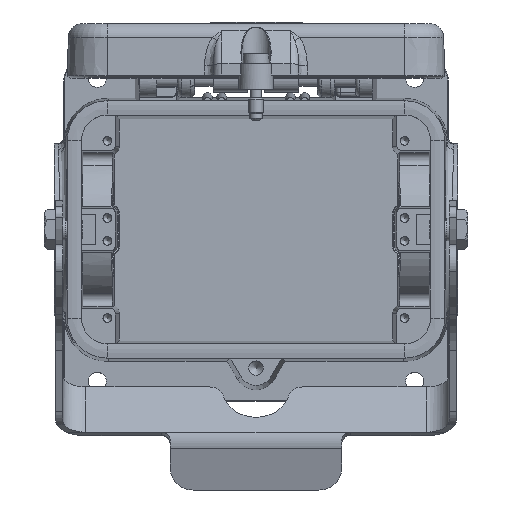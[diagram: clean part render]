
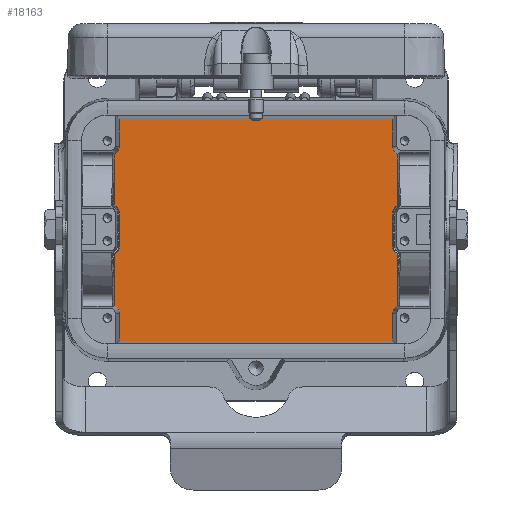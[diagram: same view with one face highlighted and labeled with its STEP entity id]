
A CAD part, top view. The second image highlights one B-rep face of the part: STEP entity #18163.
In plain terms, the highlighted planar face has unit normal (0, 0, 1).
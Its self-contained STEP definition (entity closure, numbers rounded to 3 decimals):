
#11447=CARTESIAN_POINT('',(49.496,-8.559,-81.9));
#11448=VERTEX_POINT('',#11447);
#11456=CARTESIAN_POINT('',(49.496,-26.541,-81.9));
#11457=VERTEX_POINT('',#11456);
#11458=CARTESIAN_POINT('',(49.496,-8.559,-81.9));
#11459=DIRECTION('',(0.0,-1.0,0.0));
#11460=VECTOR('',#11459,17.982);
#11461=LINE('',#11458,#11460);
#11462=EDGE_CURVE('',#11448,#11457,#11461,.T.);
#11595=CARTESIAN_POINT('',(49.496,26.541,-81.9));
#11596=VERTEX_POINT('',#11595);
#11603=CARTESIAN_POINT('',(49.496,8.559,-81.9));
#11604=VERTEX_POINT('',#11603);
#11605=CARTESIAN_POINT('',(49.496,26.541,-81.9));
#11606=DIRECTION('',(0.0,-1.0,0.0));
#11607=VECTOR('',#11606,17.982);
#11608=LINE('',#11605,#11607);
#11609=EDGE_CURVE('',#11596,#11604,#11608,.T.);
#13627=CARTESIAN_POINT('',(-47.795,5.9,-81.9));
#13628=VERTEX_POINT('',#13627);
#13646=CARTESIAN_POINT('',(-47.795,-5.9,-81.9));
#13647=VERTEX_POINT('',#13646);
#13654=CARTESIAN_POINT('',(-47.795,5.9,-81.9));
#13655=DIRECTION('',(0.0,-1.0,0.0));
#13656=VECTOR('',#13655,11.8);
#13657=LINE('',#13654,#13656);
#13658=EDGE_CURVE('',#13628,#13647,#13657,.T.);
#13733=CARTESIAN_POINT('',(-49.496,8.559,-81.9));
#13734=VERTEX_POINT('',#13733);
#13758=CARTESIAN_POINT('',(-50.725,5.9,-81.9));
#13759=DIRECTION('',(0.0,0.0,-1.0));
#13760=DIRECTION('',(1.0,0.0,0.0));
#13761=AXIS2_PLACEMENT_3D('',#13758,#13759,#13760);
#13762=CIRCLE('',#13761,2.93);
#13763=EDGE_CURVE('',#13734,#13628,#13762,.T.);
#13773=CARTESIAN_POINT('',(47.795,-5.9,-81.9));
#13774=VERTEX_POINT('',#13773);
#13792=CARTESIAN_POINT('',(47.795,5.9,-81.9));
#13793=VERTEX_POINT('',#13792);
#13800=CARTESIAN_POINT('',(47.795,5.9,-81.9));
#13801=DIRECTION('',(0.0,-1.0,0.0));
#13802=VECTOR('',#13801,11.8);
#13803=LINE('',#13800,#13802);
#13804=EDGE_CURVE('',#13793,#13774,#13803,.T.);
#13872=CARTESIAN_POINT('',(50.725,5.9,-81.9));
#13873=DIRECTION('',(0.0,0.0,1.0));
#13874=DIRECTION('',(1.0,0.0,0.0));
#13875=AXIS2_PLACEMENT_3D('',#13872,#13873,#13874);
#13876=CIRCLE('',#13875,2.93);
#13877=EDGE_CURVE('',#11604,#13793,#13876,.T.);
#14000=CARTESIAN_POINT('',(50.725,-5.9,-81.9));
#14001=DIRECTION('',(0.0,0.0,-1.0));
#14002=DIRECTION('',(1.0,0.0,0.0));
#14003=AXIS2_PLACEMENT_3D('',#14000,#14001,#14002);
#14004=CIRCLE('',#14003,2.93);
#14005=EDGE_CURVE('',#11448,#13774,#14004,.T.);
#14065=CARTESIAN_POINT('',(-49.496,-8.559,-81.9));
#14066=VERTEX_POINT('',#14065);
#14077=CARTESIAN_POINT('',(-50.725,-5.9,-81.9));
#14078=DIRECTION('',(0.0,0.0,-1.0));
#14079=DIRECTION('',(1.0,0.0,0.0));
#14080=AXIS2_PLACEMENT_3D('',#14077,#14078,#14079);
#14081=CIRCLE('',#14080,2.93);
#14082=EDGE_CURVE('',#13647,#14066,#14081,.T.);
#14161=CARTESIAN_POINT('',(-49.496,26.541,-81.9));
#14162=VERTEX_POINT('',#14161);
#14163=CARTESIAN_POINT('',(-49.496,8.559,-81.9));
#14164=DIRECTION('',(0.0,1.0,0.0));
#14165=VECTOR('',#14164,17.982);
#14166=LINE('',#14163,#14165);
#14167=EDGE_CURVE('',#13734,#14162,#14166,.T.);
#14244=CARTESIAN_POINT('',(-49.496,-26.541,-81.9));
#14245=VERTEX_POINT('',#14244);
#14252=CARTESIAN_POINT('',(-49.496,-26.541,-81.9));
#14253=DIRECTION('',(0.0,1.0,0.0));
#14254=VECTOR('',#14253,17.982);
#14255=LINE('',#14252,#14254);
#14256=EDGE_CURVE('',#14245,#14066,#14255,.T.);
#16647=CARTESIAN_POINT('',(-47.795,-29.2,-81.9));
#16648=VERTEX_POINT('',#16647);
#16655=CARTESIAN_POINT('',(-50.725,-29.2,-81.9));
#16656=DIRECTION('',(0.0,0.0,-1.0));
#16657=DIRECTION('',(1.0,0.0,0.0));
#16658=AXIS2_PLACEMENT_3D('',#16655,#16656,#16657);
#16659=CIRCLE('',#16658,2.93);
#16660=EDGE_CURVE('',#14245,#16648,#16659,.T.);
#16671=CARTESIAN_POINT('',(-47.795,29.2,-81.9));
#16672=VERTEX_POINT('',#16671);
#16682=CARTESIAN_POINT('',(-50.725,29.2,-81.9));
#16683=DIRECTION('',(0.0,0.0,1.0));
#16684=DIRECTION('',(1.0,0.0,0.0));
#16685=AXIS2_PLACEMENT_3D('',#16682,#16683,#16684);
#16686=CIRCLE('',#16685,2.93);
#16687=EDGE_CURVE('',#14162,#16672,#16686,.T.);
#18082=CARTESIAN_POINT('',(0.0,0.0,-81.9));
#18083=DIRECTION('',(0.0,0.0,1.0));
#18084=DIRECTION('',(1.0,0.0,0.0));
#18085=AXIS2_PLACEMENT_3D('',#18082,#18083,#18084);
#18086=PLANE('',#18085);
#18087=ORIENTED_EDGE('',*,*,#13763,.T.);
#18088=ORIENTED_EDGE('',*,*,#13658,.T.);
#18089=ORIENTED_EDGE('',*,*,#14082,.T.);
#18090=ORIENTED_EDGE('',*,*,#14256,.F.);
#18091=ORIENTED_EDGE('',*,*,#16660,.T.);
#18092=CARTESIAN_POINT('',(-47.795,-38.871,-81.9));
#18093=VERTEX_POINT('',#18092);
#18094=CARTESIAN_POINT('',(-47.795,-29.2,-81.9));
#18095=DIRECTION('',(0.0,-1.0,0.0));
#18096=VECTOR('',#18095,9.671);
#18097=LINE('',#18094,#18096);
#18098=EDGE_CURVE('',#16648,#18093,#18097,.T.);
#18099=ORIENTED_EDGE('',*,*,#18098,.T.);
#18100=CARTESIAN_POINT('',(47.795,-38.871,-81.9));
#18101=VERTEX_POINT('',#18100);
#18102=CARTESIAN_POINT('',(47.795,-38.871,-81.9));
#18103=DIRECTION('',(-1.0,0.0,0.0));
#18104=VECTOR('',#18103,95.591);
#18105=LINE('',#18102,#18104);
#18106=EDGE_CURVE('',#18101,#18093,#18105,.T.);
#18107=ORIENTED_EDGE('',*,*,#18106,.F.);
#18108=CARTESIAN_POINT('',(47.795,-29.2,-81.9));
#18109=VERTEX_POINT('',#18108);
#18110=CARTESIAN_POINT('',(47.795,-29.2,-81.9));
#18111=DIRECTION('',(0.0,-1.0,0.0));
#18112=VECTOR('',#18111,9.671);
#18113=LINE('',#18110,#18112);
#18114=EDGE_CURVE('',#18109,#18101,#18113,.T.);
#18115=ORIENTED_EDGE('',*,*,#18114,.F.);
#18116=CARTESIAN_POINT('',(50.725,-29.2,-81.9));
#18117=DIRECTION('',(0.0,0.0,-1.0));
#18118=DIRECTION('',(1.0,0.0,0.0));
#18119=AXIS2_PLACEMENT_3D('',#18116,#18117,#18118);
#18120=CIRCLE('',#18119,2.93);
#18121=EDGE_CURVE('',#18109,#11457,#18120,.T.);
#18122=ORIENTED_EDGE('',*,*,#18121,.T.);
#18123=ORIENTED_EDGE('',*,*,#11462,.F.);
#18124=ORIENTED_EDGE('',*,*,#14005,.T.);
#18125=ORIENTED_EDGE('',*,*,#13804,.F.);
#18126=ORIENTED_EDGE('',*,*,#13877,.F.);
#18127=ORIENTED_EDGE('',*,*,#11609,.F.);
#18128=CARTESIAN_POINT('',(47.795,29.2,-81.9));
#18129=VERTEX_POINT('',#18128);
#18130=CARTESIAN_POINT('',(50.725,29.2,-81.9));
#18131=DIRECTION('',(0.0,0.0,1.0));
#18132=DIRECTION('',(1.0,0.0,0.0));
#18133=AXIS2_PLACEMENT_3D('',#18130,#18131,#18132);
#18134=CIRCLE('',#18133,2.93);
#18135=EDGE_CURVE('',#18129,#11596,#18134,.T.);
#18136=ORIENTED_EDGE('',*,*,#18135,.F.);
#18137=CARTESIAN_POINT('',(47.795,38.871,-81.9));
#18138=VERTEX_POINT('',#18137);
#18139=CARTESIAN_POINT('',(47.795,29.2,-81.9));
#18140=DIRECTION('',(0.0,1.0,0.0));
#18141=VECTOR('',#18140,9.671);
#18142=LINE('',#18139,#18141);
#18143=EDGE_CURVE('',#18129,#18138,#18142,.T.);
#18144=ORIENTED_EDGE('',*,*,#18143,.T.);
#18145=CARTESIAN_POINT('',(-47.795,38.871,-81.9));
#18146=VERTEX_POINT('',#18145);
#18147=CARTESIAN_POINT('',(-47.795,38.871,-81.9));
#18148=DIRECTION('',(1.0,0.0,0.0));
#18149=VECTOR('',#18148,95.591);
#18150=LINE('',#18147,#18149);
#18151=EDGE_CURVE('',#18146,#18138,#18150,.T.);
#18152=ORIENTED_EDGE('',*,*,#18151,.F.);
#18153=CARTESIAN_POINT('',(-47.795,29.2,-81.9));
#18154=DIRECTION('',(0.0,1.0,0.0));
#18155=VECTOR('',#18154,9.671);
#18156=LINE('',#18153,#18155);
#18157=EDGE_CURVE('',#16672,#18146,#18156,.T.);
#18158=ORIENTED_EDGE('',*,*,#18157,.F.);
#18159=ORIENTED_EDGE('',*,*,#16687,.F.);
#18160=ORIENTED_EDGE('',*,*,#14167,.F.);
#18161=EDGE_LOOP('',(#18087,#18088,#18089,#18090,#18091,#18099,#18107,#18115,#18122,#18123,#18124,#18125,#18126,#18127,#18136,#18144,#18152,#18158,#18159,#18160));
#18162=FACE_OUTER_BOUND('',#18161,.T.);
#18163=ADVANCED_FACE('',(#18162),#18086,.T.);
